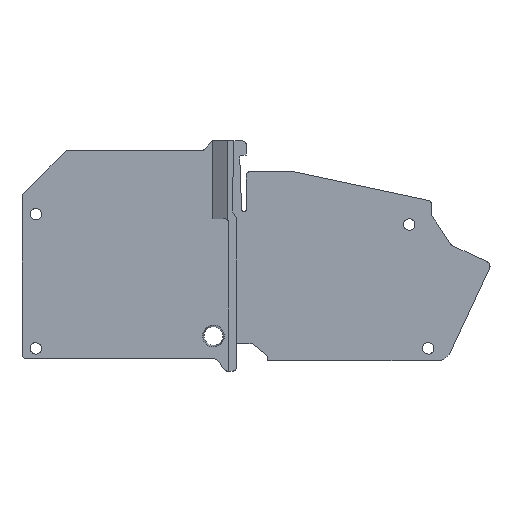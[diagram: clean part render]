
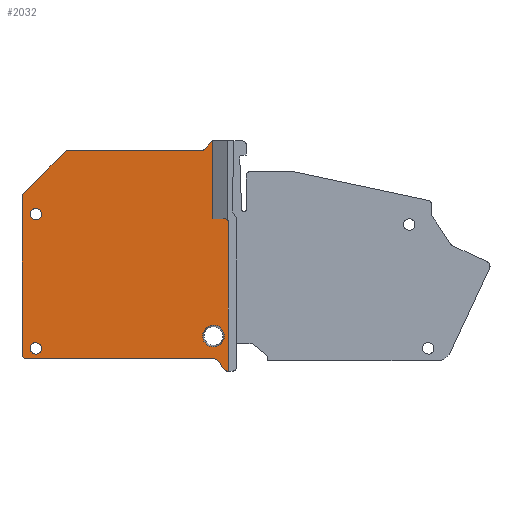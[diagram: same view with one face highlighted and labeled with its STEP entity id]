
A CAD part, top view. The second image highlights one B-rep face of the part: STEP entity #2032.
In plain terms, the highlighted planar face has unit normal (0, 0, 1).
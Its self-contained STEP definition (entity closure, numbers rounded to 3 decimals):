
#88=AXIS2_PLACEMENT_3D('Circle Axis2P3D',#86,#87,$) ;
#110=AXIS2_PLACEMENT_3D('Circle Axis2P3D',#108,#109,$) ;
#181=AXIS2_PLACEMENT_3D('Circle Axis2P3D',#179,#180,$) ;
#243=AXIS2_PLACEMENT_3D('Circle Axis2P3D',#241,#242,$) ;
#305=AXIS2_PLACEMENT_3D('Circle Axis2P3D',#303,#304,$) ;
#1124=AXIS2_PLACEMENT_3D('Circle Axis2P3D',#1122,#1123,$) ;
#1247=AXIS2_PLACEMENT_3D('Circle Axis2P3D',#1245,#1246,$) ;
#1368=AXIS2_PLACEMENT_3D('Circle Axis2P3D',#1366,#1367,$) ;
#1711=AXIS2_PLACEMENT_3D('Plane Axis2P3D',#1708,#1709,#1710) ;
#1951=AXIS2_PLACEMENT_3D('Circle Axis2P3D',#1949,#1950,$) ;
#1963=AXIS2_PLACEMENT_3D('Circle Axis2P3D',#1961,#1962,$) ;
#1994=AXIS2_PLACEMENT_3D('Circle Axis2P3D',#1992,#1993,$) ;
#2003=AXIS2_PLACEMENT_3D('Circle Axis2P3D',#2001,#2002,$) ;
#2012=AXIS2_PLACEMENT_3D('Circle Axis2P3D',#2010,#2011,$) ;
#2021=AXIS2_PLACEMENT_3D('Circle Axis2P3D',#2019,#2020,$) ;
#37=CARTESIAN_POINT('Line Origine',(19.515,23.7,2.5)) ;
#41=CARTESIAN_POINT('Vertex',(19.756,24.008,2.5)) ;
#43=CARTESIAN_POINT('Vertex',(19.275,23.392,2.5)) ;
#81=CARTESIAN_POINT('Vertex',(18.881,23.2,2.5)) ;
#86=CARTESIAN_POINT('Axis2P3D Location',(18.881,23.7,2.5)) ;
#108=CARTESIAN_POINT('Axis2P3D Location',(20.15,23.7,2.5)) ;
#112=CARTESIAN_POINT('Vertex',(20.05,24.19,2.5)) ;
#148=CARTESIAN_POINT('Line Origine',(11.89,23.2,2.5)) ;
#152=CARTESIAN_POINT('Vertex',(4.9,23.2,2.5)) ;
#179=CARTESIAN_POINT('Axis2P3D Location',(4.9,22.7,2.5)) ;
#183=CARTESIAN_POINT('Vertex',(4.546,23.054,2.5)) ;
#210=CARTESIAN_POINT('Line Origine',(2.346,20.854,2.5)) ;
#214=CARTESIAN_POINT('Vertex',(0.146,18.654,2.5)) ;
#241=CARTESIAN_POINT('Axis2P3D Location',(0.5,18.3,2.5)) ;
#245=CARTESIAN_POINT('Vertex',(0.,18.3,2.5)) ;
#272=CARTESIAN_POINT('Line Origine',(0.,10.05,2.5)) ;
#276=CARTESIAN_POINT('Vertex',(0.,1.8,2.5)) ;
#303=CARTESIAN_POINT('Axis2P3D Location',(0.5,1.8,2.5)) ;
#307=CARTESIAN_POINT('Vertex',(0.5,1.3,2.5)) ;
#1082=CARTESIAN_POINT('Line Origine',(10.323,1.3,2.5)) ;
#1086=CARTESIAN_POINT('Vertex',(20.147,1.3,2.5)) ;
#1117=CARTESIAN_POINT('Vertex',(20.541,1.108,2.5)) ;
#1122=CARTESIAN_POINT('Axis2P3D Location',(20.147,0.8,2.5)) ;
#1151=CARTESIAN_POINT('Line Origine',(20.05,20.095,2.5)) ;
#1155=CARTESIAN_POINT('Vertex',(20.05,16.,2.5)) ;
#1224=CARTESIAN_POINT('Vertex',(21.65,0.,2.5)) ;
#1245=CARTESIAN_POINT('Axis2P3D Location',(21.65,0.5,2.5)) ;
#1249=CARTESIAN_POINT('Vertex',(21.256,0.192,2.5)) ;
#1307=CARTESIAN_POINT('Line Origine',(20.898,0.65,2.5)) ;
#1329=CARTESIAN_POINT('Line Origine',(20.7,16.,2.5)) ;
#1333=CARTESIAN_POINT('Vertex',(21.35,16.,2.5)) ;
#1358=CARTESIAN_POINT('Vertex',(21.65,15.7,2.5)) ;
#1366=CARTESIAN_POINT('Axis2P3D Location',(21.35,15.7,2.5)) ;
#1384=CARTESIAN_POINT('Line Origine',(21.65,7.85,2.5)) ;
#1708=CARTESIAN_POINT('Axis2P3D Location',(20.05,0.,2.5)) ;
#1939=CARTESIAN_POINT('Vertex',(1.738,1.873,2.5)) ;
#1946=CARTESIAN_POINT('Vertex',(1.162,2.927,2.5)) ;
#1949=CARTESIAN_POINT('Axis2P3D Location',(1.45,2.4,2.5)) ;
#1961=CARTESIAN_POINT('Axis2P3D Location',(1.45,2.4,2.5)) ;
#1992=CARTESIAN_POINT('Axis2P3D Location',(1.45,16.5,2.5)) ;
#1996=CARTESIAN_POINT('Vertex',(1.738,15.973,2.5)) ;
#1998=CARTESIAN_POINT('Vertex',(1.163,17.027,2.5)) ;
#2001=CARTESIAN_POINT('Axis2P3D Location',(1.45,16.5,2.5)) ;
#2010=CARTESIAN_POINT('Axis2P3D Location',(20.1,3.7,2.5)) ;
#2014=CARTESIAN_POINT('Vertex',(19.556,4.695,2.5)) ;
#2016=CARTESIAN_POINT('Vertex',(20.644,2.705,2.5)) ;
#2019=CARTESIAN_POINT('Axis2P3D Location',(20.1,3.7,2.5)) ;
#38=DIRECTION('Vector Direction',(-0.616,-0.788,0.)) ;
#87=DIRECTION('Axis2P3D Direction',(0.,0.,1.)) ;
#109=DIRECTION('Axis2P3D Direction',(0.,0.,1.)) ;
#149=DIRECTION('Vector Direction',(-1.,0.,0.)) ;
#180=DIRECTION('Axis2P3D Direction',(0.,0.,1.)) ;
#211=DIRECTION('Vector Direction',(0.707,0.707,0.)) ;
#242=DIRECTION('Axis2P3D Direction',(0.,0.,1.)) ;
#273=DIRECTION('Vector Direction',(0.,1.,0.)) ;
#304=DIRECTION('Axis2P3D Direction',(0.,0.,1.)) ;
#1083=DIRECTION('Vector Direction',(-1.,0.,0.)) ;
#1123=DIRECTION('Axis2P3D Direction',(0.,-0.,1.)) ;
#1152=DIRECTION('Vector Direction',(0.,1.,0.)) ;
#1246=DIRECTION('Axis2P3D Direction',(0.,0.,1.)) ;
#1308=DIRECTION('Vector Direction',(-0.616,0.788,0.)) ;
#1330=DIRECTION('Vector Direction',(1.,0.,0.)) ;
#1367=DIRECTION('Axis2P3D Direction',(0.,0.,-1.)) ;
#1385=DIRECTION('Vector Direction',(0.,1.,0.)) ;
#1709=DIRECTION('Axis2P3D Direction',(0.,0.,-1.)) ;
#1710=DIRECTION('Axis2P3D XDirection',(-1.,0.,0.)) ;
#1950=DIRECTION('Axis2P3D Direction',(0.,0.,1.)) ;
#1962=DIRECTION('Axis2P3D Direction',(0.,0.,1.)) ;
#1993=DIRECTION('Axis2P3D Direction',(0.,0.,-1.)) ;
#2002=DIRECTION('Axis2P3D Direction',(0.,0.,-1.)) ;
#2011=DIRECTION('Axis2P3D Direction',(0.,0.,-1.)) ;
#2020=DIRECTION('Axis2P3D Direction',(0.,0.,-1.)) ;
#39=VECTOR('Line Direction',#38,1.) ;
#150=VECTOR('Line Direction',#149,1.) ;
#212=VECTOR('Line Direction',#211,1.) ;
#274=VECTOR('Line Direction',#273,1.) ;
#1084=VECTOR('Line Direction',#1083,1.) ;
#1153=VECTOR('Line Direction',#1152,1.) ;
#1309=VECTOR('Line Direction',#1308,1.) ;
#1331=VECTOR('Line Direction',#1330,1.) ;
#1386=VECTOR('Line Direction',#1385,1.) ;
#1974=ORIENTED_EDGE('',*,*,#1370,.T.) ;
#1975=ORIENTED_EDGE('',*,*,#1335,.F.) ;
#1976=ORIENTED_EDGE('',*,*,#1157,.T.) ;
#1977=ORIENTED_EDGE('',*,*,#114,.F.) ;
#1978=ORIENTED_EDGE('',*,*,#45,.T.) ;
#1979=ORIENTED_EDGE('',*,*,#90,.T.) ;
#1980=ORIENTED_EDGE('',*,*,#154,.T.) ;
#1981=ORIENTED_EDGE('',*,*,#185,.F.) ;
#1982=ORIENTED_EDGE('',*,*,#216,.F.) ;
#1983=ORIENTED_EDGE('',*,*,#247,.F.) ;
#1984=ORIENTED_EDGE('',*,*,#278,.F.) ;
#1985=ORIENTED_EDGE('',*,*,#309,.F.) ;
#1986=ORIENTED_EDGE('',*,*,#1088,.F.) ;
#1987=ORIENTED_EDGE('',*,*,#1126,.T.) ;
#1988=ORIENTED_EDGE('',*,*,#1311,.F.) ;
#1989=ORIENTED_EDGE('',*,*,#1251,.F.) ;
#1990=ORIENTED_EDGE('',*,*,#1388,.T.) ;
#2007=ORIENTED_EDGE('',*,*,#2000,.F.) ;
#2008=ORIENTED_EDGE('',*,*,#2005,.F.) ;
#2025=ORIENTED_EDGE('',*,*,#2018,.F.) ;
#2026=ORIENTED_EDGE('',*,*,#2023,.F.) ;
#2029=ORIENTED_EDGE('',*,*,#1953,.F.) ;
#2030=ORIENTED_EDGE('',*,*,#1965,.F.) ;
#2009=FACE_BOUND('',#2006,.T.) ;
#2027=FACE_BOUND('',#2024,.T.) ;
#2031=FACE_BOUND('',#2028,.T.) ;
#2032=ADVANCED_FACE('Hauptkoerper',(#1991,#2009,#2027,#2031),#1712,.F.) ;
#89=CIRCLE('generated circle',#88,0.5) ;
#111=CIRCLE('generated circle',#110,0.5) ;
#182=CIRCLE('generated circle',#181,0.5) ;
#244=CIRCLE('generated circle',#243,0.5) ;
#306=CIRCLE('generated circle',#305,0.5) ;
#1125=CIRCLE('generated circle',#1124,0.5) ;
#1248=CIRCLE('generated circle',#1247,0.5) ;
#1369=CIRCLE('generated circle',#1368,0.3) ;
#1952=CIRCLE('generated circle',#1951,0.6) ;
#1964=CIRCLE('generated circle',#1963,0.6) ;
#1995=CIRCLE('generated circle',#1994,0.6) ;
#2004=CIRCLE('generated circle',#2003,0.6) ;
#2013=CIRCLE('generated circle',#2012,1.134) ;
#2022=CIRCLE('generated circle',#2021,1.134) ;
#45=EDGE_CURVE('',#42,#44,#40,.T.) ;
#90=EDGE_CURVE('',#44,#82,#89,.F.) ;
#114=EDGE_CURVE('',#42,#113,#111,.F.) ;
#154=EDGE_CURVE('',#82,#153,#151,.T.) ;
#185=EDGE_CURVE('',#184,#153,#182,.F.) ;
#216=EDGE_CURVE('',#215,#184,#213,.T.) ;
#247=EDGE_CURVE('',#246,#215,#244,.F.) ;
#278=EDGE_CURVE('',#277,#246,#275,.T.) ;
#309=EDGE_CURVE('',#308,#277,#306,.F.) ;
#1088=EDGE_CURVE('',#1087,#308,#1085,.T.) ;
#1126=EDGE_CURVE('',#1087,#1118,#1125,.F.) ;
#1157=EDGE_CURVE('',#1156,#113,#1154,.T.) ;
#1251=EDGE_CURVE('',#1225,#1250,#1248,.F.) ;
#1311=EDGE_CURVE('',#1250,#1118,#1310,.T.) ;
#1335=EDGE_CURVE('',#1156,#1334,#1332,.T.) ;
#1370=EDGE_CURVE('',#1359,#1334,#1369,.F.) ;
#1388=EDGE_CURVE('',#1225,#1359,#1387,.T.) ;
#1953=EDGE_CURVE('',#1947,#1940,#1952,.T.) ;
#1965=EDGE_CURVE('',#1940,#1947,#1964,.T.) ;
#2000=EDGE_CURVE('',#1997,#1999,#1995,.F.) ;
#2005=EDGE_CURVE('',#1999,#1997,#2004,.F.) ;
#2018=EDGE_CURVE('',#2015,#2017,#2013,.F.) ;
#2023=EDGE_CURVE('',#2017,#2015,#2022,.F.) ;
#1973=EDGE_LOOP('',(#1974,#1975,#1976,#1977,#1978,#1979,#1980,#1981,#1982,#1983,#1984,#1985,#1986,#1987,#1988,#1989,#1990)) ;
#2006=EDGE_LOOP('',(#2007,#2008)) ;
#2024=EDGE_LOOP('',(#2025,#2026)) ;
#2028=EDGE_LOOP('',(#2029,#2030)) ;
#1991=FACE_OUTER_BOUND('',#1973,.T.) ;
#40=LINE('Line',#37,#39) ;
#151=LINE('Line',#148,#150) ;
#213=LINE('Line',#210,#212) ;
#275=LINE('Line',#272,#274) ;
#1085=LINE('Line',#1082,#1084) ;
#1154=LINE('Line',#1151,#1153) ;
#1310=LINE('Line',#1307,#1309) ;
#1332=LINE('Line',#1329,#1331) ;
#1387=LINE('Line',#1384,#1386) ;
#1712=PLANE('',#1711) ;
#42=VERTEX_POINT('',#41) ;
#44=VERTEX_POINT('',#43) ;
#82=VERTEX_POINT('',#81) ;
#113=VERTEX_POINT('',#112) ;
#153=VERTEX_POINT('',#152) ;
#184=VERTEX_POINT('',#183) ;
#215=VERTEX_POINT('',#214) ;
#246=VERTEX_POINT('',#245) ;
#277=VERTEX_POINT('',#276) ;
#308=VERTEX_POINT('',#307) ;
#1087=VERTEX_POINT('',#1086) ;
#1118=VERTEX_POINT('',#1117) ;
#1156=VERTEX_POINT('',#1155) ;
#1225=VERTEX_POINT('',#1224) ;
#1250=VERTEX_POINT('',#1249) ;
#1334=VERTEX_POINT('',#1333) ;
#1359=VERTEX_POINT('',#1358) ;
#1940=VERTEX_POINT('',#1939) ;
#1947=VERTEX_POINT('',#1946) ;
#1997=VERTEX_POINT('',#1996) ;
#1999=VERTEX_POINT('',#1998) ;
#2015=VERTEX_POINT('',#2014) ;
#2017=VERTEX_POINT('',#2016) ;
